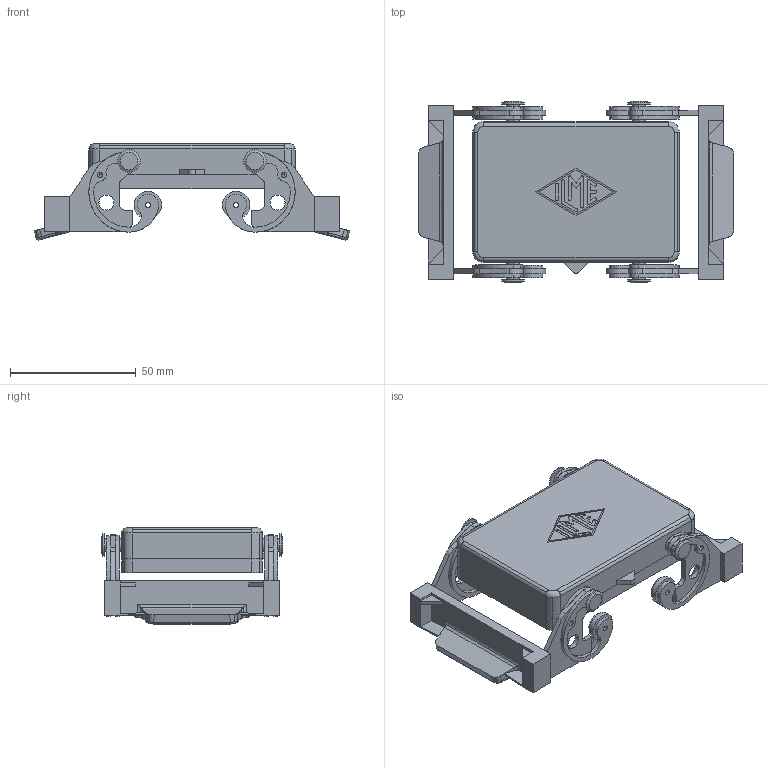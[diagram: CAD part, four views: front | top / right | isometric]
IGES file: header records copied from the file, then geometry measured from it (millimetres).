
Global section: file name: No Iges File Name specified; native system: AutoDesk Inventor R6.1; preprocessor: AutoDesk Inventor Iges Exporter R6.1; author: No Author specified; organization: No Organization specified; date: 20061213.104916; units: millimetre
Bounding box: 125.41 x 72 x 38.2 mm (x, y, z)
Volume: 53349.1 mm3; surface area: 34946.3 mm2
Topology: 1 solids, 1 shells, 545 faces, 1467 edges, 948 vertices
Faces by surface type: bspline 198, plane 148, cylinder 101, revolution 90, cone 4, torus 4
